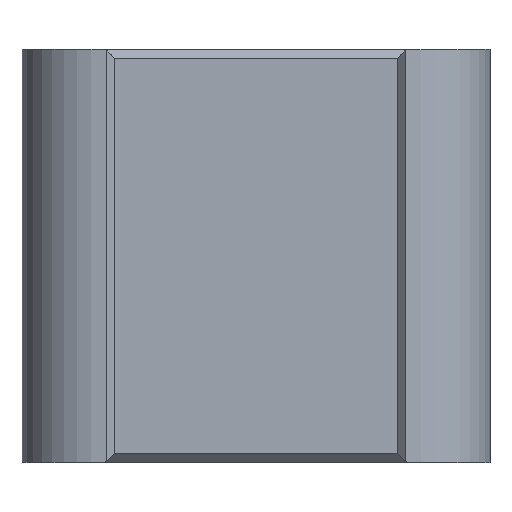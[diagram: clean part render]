
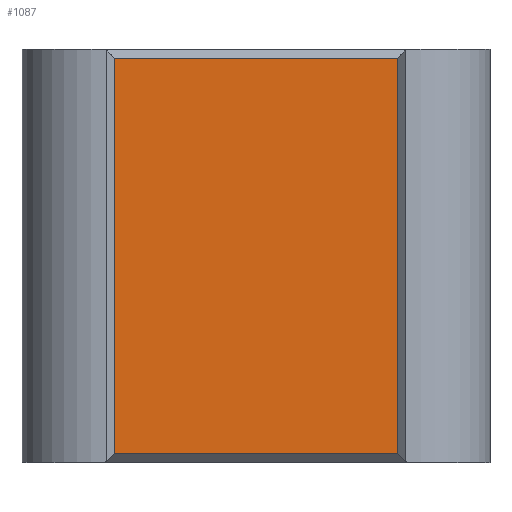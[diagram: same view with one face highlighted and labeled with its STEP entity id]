
A CAD part, top view. The second image highlights one B-rep face of the part: STEP entity #1087.
In plain terms, the highlighted planar face has unit normal (0, 0, 1).
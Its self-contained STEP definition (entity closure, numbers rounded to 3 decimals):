
#1048=CARTESIAN_POINT('',(0.,0.,0.));
#1049=DIRECTION('',(0.,0.,1.));
#1050=DIRECTION('',(1.,0.,0.));
#1051=AXIS2_PLACEMENT_3D('',#1048,#1049,#1050);
#1052=PLANE('',#1051);
#1053=CARTESIAN_POINT('',(6.06,-7.304,-0.));
#1054=VERTEX_POINT('',#1053);
#1055=CARTESIAN_POINT('',(6.06,7.304,-0.));
#1056=VERTEX_POINT('',#1055);
#1057=CARTESIAN_POINT('',(6.06,-7.304,-0.));
#1058=DIRECTION('',(0.,1.,0.));
#1059=VECTOR('',#1058,14.609);
#1060=LINE('',#1057,#1059);
#1061=EDGE_CURVE('',#1054,#1056,#1060,.T.);
#1062=ORIENTED_EDGE('',*,*,#1061,.T.);
#1063=CARTESIAN_POINT('',(-6.06,7.304,0.));
#1064=VERTEX_POINT('',#1063);
#1065=CARTESIAN_POINT('',(6.06,7.304,0.));
#1066=DIRECTION('',(-1.,0.,0.));
#1067=VECTOR('',#1066,12.12);
#1068=LINE('',#1065,#1067);
#1069=EDGE_CURVE('',#1056,#1064,#1068,.T.);
#1070=ORIENTED_EDGE('',*,*,#1069,.T.);
#1071=CARTESIAN_POINT('',(-6.06,-7.304,0.));
#1072=VERTEX_POINT('',#1071);
#1073=CARTESIAN_POINT('',(-6.06,-7.304,0.));
#1074=DIRECTION('',(0.,1.,0.));
#1075=VECTOR('',#1074,14.609);
#1076=LINE('',#1073,#1075);
#1077=EDGE_CURVE('',#1072,#1064,#1076,.T.);
#1078=ORIENTED_EDGE('',*,*,#1077,.F.);
#1079=CARTESIAN_POINT('',(-6.06,-7.304,0.));
#1080=DIRECTION('',(1.,0.,0.));
#1081=VECTOR('',#1080,12.12);
#1082=LINE('',#1079,#1081);
#1083=EDGE_CURVE('',#1072,#1054,#1082,.T.);
#1084=ORIENTED_EDGE('',*,*,#1083,.T.);
#1085=EDGE_LOOP('',(#1062,#1070,#1078,#1084));
#1086=FACE_BOUND('',#1085,.T.);
#1087=ADVANCED_FACE('',(#1086),#1052,.T.);
